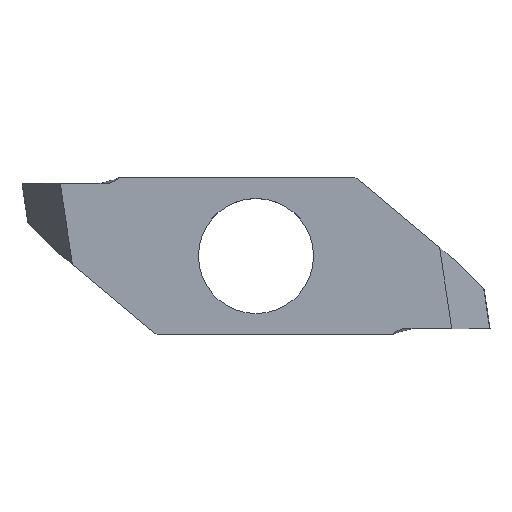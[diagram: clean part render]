
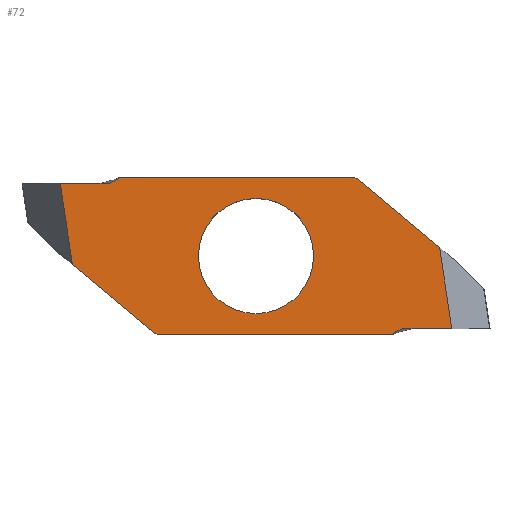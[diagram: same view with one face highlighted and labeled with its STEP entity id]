
A CAD part, top view. The second image highlights one B-rep face of the part: STEP entity #72.
In plain terms, the highlighted planar face has unit normal (0, 0, 1).
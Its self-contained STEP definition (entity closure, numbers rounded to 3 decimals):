
#72=ADVANCED_FACE('',(#109,#110),#95,.T.);
#95=PLANE('',#500);
#109=FACE_BOUND('',#115,.T.);
#110=FACE_BOUND('',#116,.T.);
#115=EDGE_LOOP('',(#149,#150,#151,#152,#153,#154,#155,#156,#157,#158,#159,
#160));
#116=EDGE_LOOP('',(#161));
#141=CIRCLE('',#497,0.4);
#142=CIRCLE('',#498,0.4);
#143=CIRCLE('',#499,3.052);
#149=ORIENTED_EDGE('',*,*,#315,.F.);
#150=ORIENTED_EDGE('',*,*,#316,.F.);
#151=ORIENTED_EDGE('',*,*,#317,.F.);
#152=ORIENTED_EDGE('',*,*,#318,.F.);
#153=ORIENTED_EDGE('',*,*,#319,.T.);
#154=ORIENTED_EDGE('',*,*,#320,.F.);
#155=ORIENTED_EDGE('',*,*,#321,.T.);
#156=ORIENTED_EDGE('',*,*,#322,.F.);
#157=ORIENTED_EDGE('',*,*,#323,.F.);
#158=ORIENTED_EDGE('',*,*,#324,.F.);
#159=ORIENTED_EDGE('',*,*,#325,.T.);
#160=ORIENTED_EDGE('',*,*,#326,.F.);
#161=ORIENTED_EDGE('',*,*,#327,.T.);
#273=VERTEX_POINT('',#810);
#274=VERTEX_POINT('',#811);
#275=VERTEX_POINT('',#819);
#276=VERTEX_POINT('',#821);
#277=VERTEX_POINT('',#823);
#278=VERTEX_POINT('',#825);
#279=VERTEX_POINT('',#827);
#280=VERTEX_POINT('',#829);
#281=VERTEX_POINT('',#837);
#282=VERTEX_POINT('',#839);
#283=VERTEX_POINT('',#841);
#284=VERTEX_POINT('',#843);
#285=VERTEX_POINT('',#846);
#315=EDGE_CURVE('',#273,#274,#377,.T.);
#316=EDGE_CURVE('',#275,#273,#467,.T.);
#317=EDGE_CURVE('',#276,#275,#378,.T.);
#318=EDGE_CURVE('',#277,#276,#379,.T.);
#319=EDGE_CURVE('',#277,#278,#380,.T.);
#320=EDGE_CURVE('',#279,#278,#141,.T.);
#321=EDGE_CURVE('',#279,#280,#381,.T.);
#322=EDGE_CURVE('',#281,#280,#468,.T.);
#323=EDGE_CURVE('',#282,#281,#382,.T.);
#324=EDGE_CURVE('',#283,#282,#383,.T.);
#325=EDGE_CURVE('',#283,#284,#384,.T.);
#326=EDGE_CURVE('',#274,#284,#142,.T.);
#327=EDGE_CURVE('',#285,#285,#143,.T.);
#377=LINE('',#809,#417);
#378=LINE('',#820,#418);
#379=LINE('',#822,#419);
#380=LINE('',#824,#420);
#381=LINE('',#828,#421);
#382=LINE('',#838,#422);
#383=LINE('',#840,#423);
#384=LINE('',#842,#424);
#417=VECTOR('',#540,1.);
#418=VECTOR('',#541,1.);
#419=VECTOR('',#542,1.);
#420=VECTOR('',#543,1.);
#421=VECTOR('',#546,1.);
#422=VECTOR('',#547,1.);
#423=VECTOR('',#548,1.);
#424=VECTOR('',#549,1.);
#467=B_SPLINE_CURVE_WITH_KNOTS('',3,(#812,#813,#814,#815,#816,#817,#818),
 .UNSPECIFIED.,.F.,.F.,(4,3,4),(0.,0.477,1.),.UNSPECIFIED.);
#468=B_SPLINE_CURVE_WITH_KNOTS('',3,(#830,#831,#832,#833,#834,#835,#836),
 .UNSPECIFIED.,.F.,.F.,(4,3,4),(0.,0.477,1.),.UNSPECIFIED.);
#497=AXIS2_PLACEMENT_3D('',#826,#544,#545);
#498=AXIS2_PLACEMENT_3D('',#844,#550,#551);
#499=AXIS2_PLACEMENT_3D('',#845,#552,#553);
#500=AXIS2_PLACEMENT_3D('',#847,#554,#555);
#540=DIRECTION('',(1.,0.,0.));
#541=DIRECTION('',(1.,0.,0.));
#542=DIRECTION('',(-0.148,0.989,0.));
#543=DIRECTION('',(0.766,-0.643,0.));
#544=DIRECTION('',(0.,0.,-1.));
#545=DIRECTION('',(0.,1.,0.));
#546=DIRECTION('',(1.,0.,0.));
#547=DIRECTION('',(-1.,0.,0.));
#548=DIRECTION('',(0.148,-0.989,0.));
#549=DIRECTION('',(-0.766,0.643,0.));
#550=DIRECTION('',(0.,0.,-1.));
#551=DIRECTION('',(0.,-1.,0.));
#552=DIRECTION('',(0.,0.,-1.));
#553=DIRECTION('',(0.,1.,0.));
#554=DIRECTION('',(0.,0.,1.));
#555=DIRECTION('',(0.,1.,0.));
#809=CARTESIAN_POINT('',(13.,4.15,-3.33));
#810=CARTESIAN_POINT('',(-7.23,4.15,-3.33));
#811=CARTESIAN_POINT('',(5.176,4.15,-3.33));
#812=CARTESIAN_POINT('',(-7.787,3.85,-3.33));
#813=CARTESIAN_POINT('',(-7.692,3.883,-3.33));
#814=CARTESIAN_POINT('',(-7.599,3.924,-3.33));
#815=CARTESIAN_POINT('',(-7.51,3.971,-3.33));
#816=CARTESIAN_POINT('',(-7.412,4.023,-3.33));
#817=CARTESIAN_POINT('',(-7.318,4.083,-3.33));
#818=CARTESIAN_POINT('',(-7.23,4.15,-3.33));
#819=CARTESIAN_POINT('',(-7.787,3.85,-3.33));
#820=CARTESIAN_POINT('',(-10.546,3.85,-3.33));
#821=CARTESIAN_POINT('',(-10.38,3.85,-3.33));
#822=CARTESIAN_POINT('',(-9.913,0.725,-3.33));
#823=CARTESIAN_POINT('',(-9.738,-0.444,-3.33));
#824=CARTESIAN_POINT('',(6.107,-13.74,-3.33));
#825=CARTESIAN_POINT('',(-5.434,-4.056,-3.33));
#826=CARTESIAN_POINT('',(-5.176,-3.75,-3.33));
#827=CARTESIAN_POINT('',(-5.176,-4.15,-3.33));
#828=CARTESIAN_POINT('',(13.,-4.15,-3.33));
#829=CARTESIAN_POINT('',(7.23,-4.15,-3.33));
#830=CARTESIAN_POINT('',(7.787,-3.85,-3.33));
#831=CARTESIAN_POINT('',(7.692,-3.883,-3.33));
#832=CARTESIAN_POINT('',(7.599,-3.924,-3.33));
#833=CARTESIAN_POINT('',(7.51,-3.971,-3.33));
#834=CARTESIAN_POINT('',(7.412,-4.023,-3.33));
#835=CARTESIAN_POINT('',(7.318,-4.083,-3.33));
#836=CARTESIAN_POINT('',(7.23,-4.15,-3.33));
#837=CARTESIAN_POINT('',(7.787,-3.85,-3.33));
#838=CARTESIAN_POINT('',(10.546,-3.85,-3.33));
#839=CARTESIAN_POINT('',(10.38,-3.85,-3.33));
#840=CARTESIAN_POINT('',(9.913,-0.725,-3.33));
#841=CARTESIAN_POINT('',(9.738,0.444,-3.33));
#842=CARTESIAN_POINT('',(-6.107,13.74,-3.33));
#843=CARTESIAN_POINT('',(5.434,4.056,-3.33));
#844=CARTESIAN_POINT('',(5.176,3.75,-3.33));
#845=CARTESIAN_POINT('',(0.,0.,-3.33));
#846=CARTESIAN_POINT('',(0.,3.052,-3.33));
#847=CARTESIAN_POINT('',(13.,4.15,-3.33));
